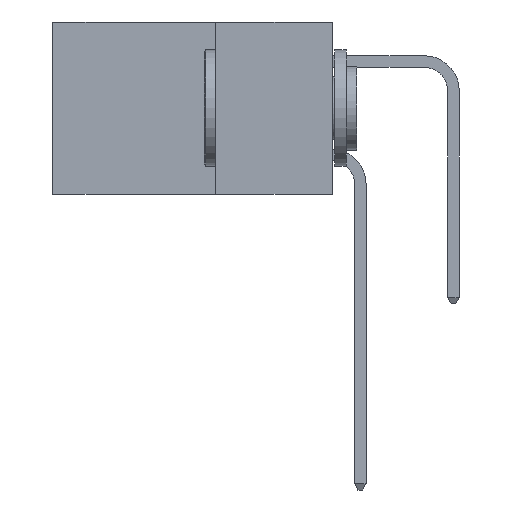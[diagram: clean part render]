
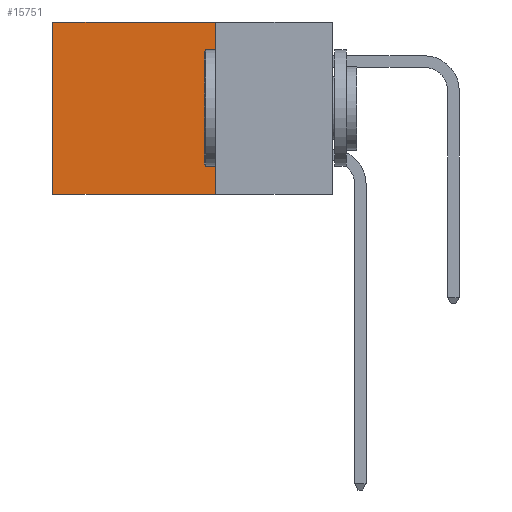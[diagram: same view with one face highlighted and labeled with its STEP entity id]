
A CAD part, left-side view. The second image highlights one B-rep face of the part: STEP entity #15751.
In plain terms, the highlighted planar face has unit normal (-1, 0, 0).
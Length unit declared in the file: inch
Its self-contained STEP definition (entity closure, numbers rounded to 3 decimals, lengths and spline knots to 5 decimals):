
#501 = VECTOR ( 'NONE', #15501, 39.37008 ) ;
#586 = FACE_OUTER_BOUND ( 'NONE', #9929, .T. ) ;
#926 = LINE ( 'NONE', #15523, #501 ) ;
#3146 = ORIENTED_EDGE ( 'NONE', *, *, #14246, .T. ) ;
#3364 = EDGE_CURVE ( 'NONE', #16210, #3380, #14738, .T. ) ;
#3380 = VERTEX_POINT ( 'NONE', #14995 ) ;
#3695 = AXIS2_PLACEMENT_3D ( 'NONE', #11679, #14361, #6419 ) ;
#3787 = VERTEX_POINT ( 'NONE', #8583 ) ;
#4099 = CARTESIAN_POINT ( 'NONE',  ( 0.2615, 0.6, -0.37 ) ) ;
#5030 = PLANE ( 'NONE',  #3695 ) ;
#5294 = LINE ( 'NONE', #8621, #12023 ) ;
#6419 = DIRECTION ( 'NONE',  ( 0., 0., -1. ) ) ;
#7313 = EDGE_CURVE ( 'NONE', #14689, #3787, #5294, .T. ) ;
#8569 = ORIENTED_EDGE ( 'NONE', *, *, #9718, .F. ) ;
#8583 = CARTESIAN_POINT ( 'NONE',  ( 0.2615, 0.6, -0.37 ) ) ;
#8621 = CARTESIAN_POINT ( 'NONE',  ( 0.2615, 0.25, -0.37 ) ) ;
#8779 = DIRECTION ( 'NONE',  ( 0., 1., 0. ) ) ;
#9718 = EDGE_CURVE ( 'NONE', #16210, #14689, #926, .T. ) ;
#9929 = EDGE_LOOP ( 'NONE', ( #3146, #14529, #8569, #13452 ) ) ;
#10103 = CARTESIAN_POINT ( 'NONE',  ( 0.2615, 0.25, 0. ) ) ;
#11679 = CARTESIAN_POINT ( 'NONE',  ( 0.2615, 0.25, -0.37 ) ) ;
#12023 = VECTOR ( 'NONE', #8779, 39.37008 ) ;
#12094 = LINE ( 'NONE', #4099, #15132 ) ;
#13452 = ORIENTED_EDGE ( 'NONE', *, *, #3364, .T. ) ;
#13482 = CARTESIAN_POINT ( 'NONE',  ( 0.2615, 0.25, -0.37 ) ) ;
#14246 = EDGE_CURVE ( 'NONE', #3380, #3787, #12094, .T. ) ;
#14315 = VECTOR ( 'NONE', #15284, 39.37008 ) ;
#14361 = DIRECTION ( 'NONE',  ( 1., 0., 0. ) ) ;
#14529 = ORIENTED_EDGE ( 'NONE', *, *, #7313, .F. ) ;
#14689 = VERTEX_POINT ( 'NONE', #13482 ) ;
#14738 = LINE ( 'NONE', #15457, #14315 ) ;
#14804 = DIRECTION ( 'NONE',  ( 0., 0., -1. ) ) ;
#14995 = CARTESIAN_POINT ( 'NONE',  ( 0.2615, 0.6, 0. ) ) ;
#15132 = VECTOR ( 'NONE', #14804, 39.37008 ) ;
#15284 = DIRECTION ( 'NONE',  ( 0., 1., 0. ) ) ;
#15457 = CARTESIAN_POINT ( 'NONE',  ( 0.2615, 0.25, 0. ) ) ;
#15501 = DIRECTION ( 'NONE',  ( 0., 0., -1. ) ) ;
#15523 = CARTESIAN_POINT ( 'NONE',  ( 0.2615, 0.25, -0.37 ) ) ;
#15751 = ADVANCED_FACE ( 'NONE', ( #586 ), #5030, .F. ) ;
#16210 = VERTEX_POINT ( 'NONE', #10103 ) ;
